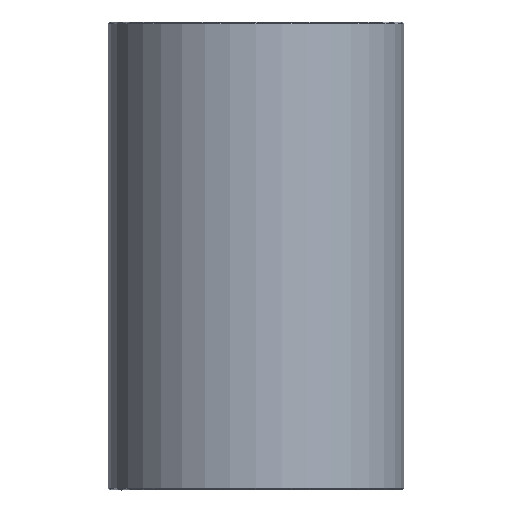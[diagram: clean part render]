
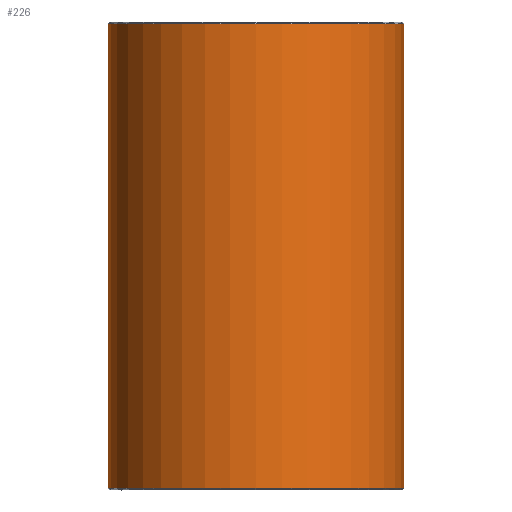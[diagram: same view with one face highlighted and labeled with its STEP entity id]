
A CAD part, front view. The second image highlights one B-rep face of the part: STEP entity #226.
In plain terms, the highlighted cylindrical face has radius 19.5 mm (diameter 39 mm), a full revolution.
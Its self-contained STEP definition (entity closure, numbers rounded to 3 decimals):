
#185=CARTESIAN_POINT('',(0.,0.,154.205));
#186=DIRECTION('',(-1.,0.,0.));
#187=DIRECTION('',(0.,0.,-1.));
#188=AXIS2_PLACEMENT_3D('',#185,#187,#186);
#189=CYLINDRICAL_SURFACE('',#188,19.5);
#190=CARTESIAN_POINT('',(-19.5,0.,154.205));
#191=VERTEX_POINT('',#190);
#192=CARTESIAN_POINT('',(0.,0.,154.205));
#193=DIRECTION('',(-1.,0.,0.));
#194=DIRECTION('',(0.,0.,-1.));
#195=AXIS2_PLACEMENT_3D('',#192,#194,#193);
#196=CIRCLE('',#195,19.5);
#197=EDGE_CURVE('',#191,#191,#196,.T.);
#198=ORIENTED_EDGE('E438',*,*,#197,.T.);
#199=CARTESIAN_POINT('',(-19.5,0.,92.805));
#200=VERTEX_POINT('',#199);
#201=CARTESIAN_POINT('',(-19.5,0.,154.205));
#202=DIRECTION('',(0.,0.,-1.));
#203=VECTOR('',#202,61.4);
#204=LINE('',#201,#203);
#205=EDGE_CURVE('',#191,#200,#204,.T.);
#206=ORIENTED_EDGE('E439',*,*,#205,.T.);
#207=CARTESIAN_POINT('',(19.5,0.,92.805));
#208=VERTEX_POINT('',#207);
#209=CARTESIAN_POINT('',(0.,0.,92.805));
#210=DIRECTION('',(-1.,0.,0.));
#211=DIRECTION('',(0.,0.,1.));
#212=AXIS2_PLACEMENT_3D('',#209,#211,#210);
#213=CIRCLE('',#212,19.5);
#214=EDGE_CURVE('',#200,#208,#213,.T.);
#215=ORIENTED_EDGE('E533',*,*,#214,.T.);
#216=CARTESIAN_POINT('',(0.,0.,92.805));
#217=DIRECTION('',(1.,0.,0.));
#218=DIRECTION('',(0.,0.,1.));
#219=AXIS2_PLACEMENT_3D('',#216,#218,#217);
#220=CIRCLE('',#219,19.5);
#221=EDGE_CURVE('',#208,#200,#220,.T.);
#222=ORIENTED_EDGE('E453',*,*,#221,.T.);
#223=ORIENTED_EDGE('E453',*,*,#205,.F.);
#224=EDGE_LOOP('',(#198,#206,#215,#222,#223));
#225=FACE_OUTER_BOUND('',#224,.T.);
#226=ADVANCED_FACE('F230',(#225),#189,.T.);
